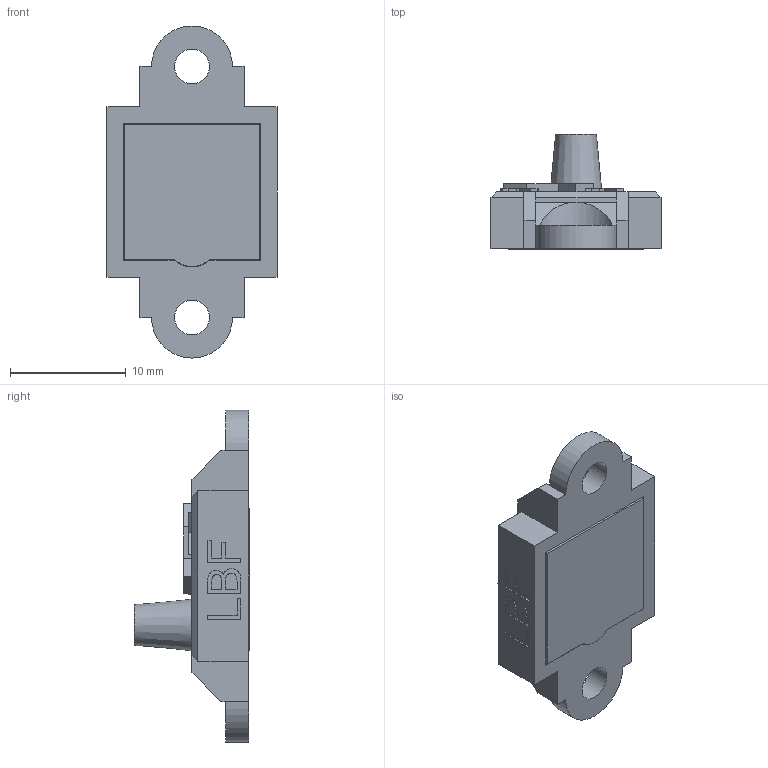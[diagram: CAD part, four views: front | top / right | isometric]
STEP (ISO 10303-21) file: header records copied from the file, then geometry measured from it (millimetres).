
FILE_DESCRIPTION(/* description */ (''),/* implementation_level */ '2;1');
FILE_NAME(/* name */ 'Case V1 v7.step',/* time_stamp */ '2018-02-13T14:53:05+01:00',/* author */ ('christoph.tauchert'),/* organization */ (''),/* preprocessor_version */ 'ST-DEVELOPER v16.13',/* originating_system */ 'Autodesk Translation Framework v6.5.0.72',/* authorisation */ '');
FILE_SCHEMA (('AUTOMOTIVE_DESIGN { 1 0 10303 214 3 1 1 }'));
Length unit declared in the file: millimetre
Products named in the file (5): Case V1; Schrauben; platine_base; Ninjaflex; Case V1 v5_hülle v1
Assembly tree (4 placements, depth 3):
  Case V1
    Schrauben
      platine_base
      Ninjaflex
      Case V1 v5_hülle v1
Bounding box: 14.7 x 10 x 28.7 mm (x, y, z)
Volume: 1013.5 mm3; surface area: 1893 mm2
Topology: 3 solids, 3 shells, 197 faces, 518 edges, 343 vertices
Faces by surface type: plane 153, bspline 31, cylinder 11, cone 2
Full cylindrical faces by diameter (mm): 1 x1, 1.884 x1, 3 x2, 4.5 x2
Entity records: 6488 total; most frequent: CARTESIAN_POINT 1646, ORIENTED_EDGE 1036, DIRECTION 837, EDGE_CURVE 518, LINE 421, VECTOR 421, VERTEX_POINT 343, EDGE_LOOP 219
